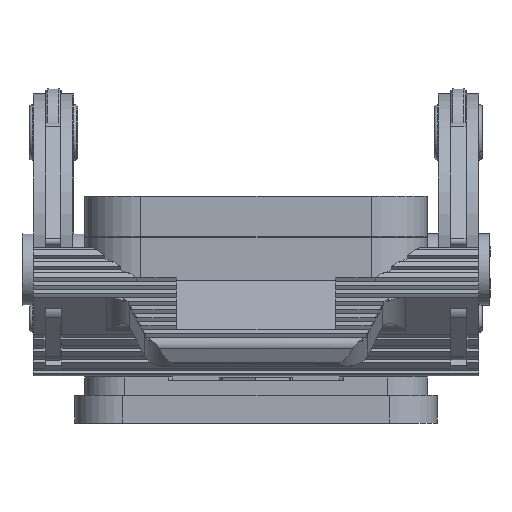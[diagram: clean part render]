
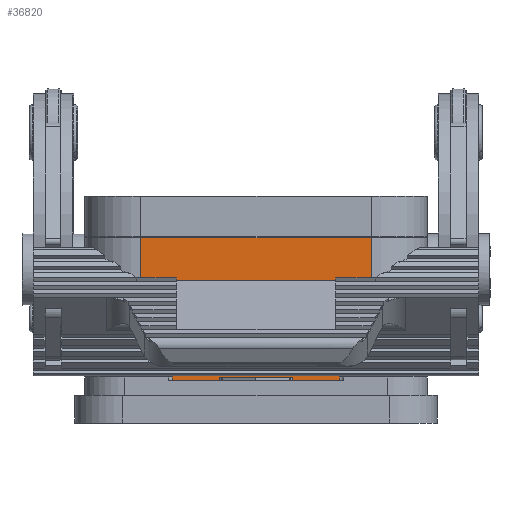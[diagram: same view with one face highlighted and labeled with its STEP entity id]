
A CAD part, left-side view. The second image highlights one B-rep face of the part: STEP entity #36820.
In plain terms, the highlighted face is planar.
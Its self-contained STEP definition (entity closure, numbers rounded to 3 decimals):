
#280=CARTESIAN_POINT('',(5.596,-15.096,10.3));
#290=VERTEX_POINT('',#280);
#320=CARTESIAN_POINT('',(0.,-15.096,10.3));
#330=DIRECTION('',(1.,0.,0.));
#340=VECTOR('',#330,1.);
#350=LINE('',#320,#340);
#360=CARTESIAN_POINT('',(9.596,-15.096,10.3));
#370=VERTEX_POINT('',#360);
#380=EDGE_CURVE('',#290,#370,#350,.T.);
#7910=CARTESIAN_POINT('',(9.596,-15.096,27.8));
#7920=VERTEX_POINT('',#7910);
#7970=CARTESIAN_POINT('',(9.596,-15.096,0.));
#7980=DIRECTION('',(0.,0.,-1.));
#7990=VECTOR('',#7980,1.);
#8000=LINE('',#7970,#7990);
#8010=EDGE_CURVE('',#7920,#370,#8000,.T.);
#8250=CARTESIAN_POINT('',(-19.404,-15.096,27.8));
#8260=VERTEX_POINT('',#8250);
#8290=CARTESIAN_POINT('',(-19.404,-15.096,0.));
#8300=DIRECTION('',(0.,0.,-1.));
#8310=VECTOR('',#8300,1.);
#8320=LINE('',#8290,#8310);
#8330=CARTESIAN_POINT('',(-19.404,-15.096,10.3));
#8340=VERTEX_POINT('',#8330);
#8350=EDGE_CURVE('',#8260,#8340,#8320,.T.);
#33760=CARTESIAN_POINT('',(-15.404,-15.096,10.3));
#33770=VERTEX_POINT('',#33760);
#33780=EDGE_CURVE('',#8340,#33770,#350,.T.);
#36020=CARTESIAN_POINT('',(-15.404,-15.096,9.8));
#36030=VERTEX_POINT('',#36020);
#36060=CARTESIAN_POINT('',(0.,-15.096,9.8));
#36070=DIRECTION('',(-1.,0.,0.));
#36080=VECTOR('',#36070,1.);
#36090=LINE('',#36060,#36080);
#36100=CARTESIAN_POINT('',(5.596,-15.096,9.8));
#36110=VERTEX_POINT('',#36100);
#36120=EDGE_CURVE('',#36110,#36030,#36090,.T.);
#36520=CARTESIAN_POINT('',(0.,-15.096,10.3));
#36530=DIRECTION('',(-0.,1.,0.));
#36540=DIRECTION('',(1.,0.,0.));
#36550=AXIS2_PLACEMENT_3D('',#36520,#36530,#36540);
#36560=PLANE('',#36550);
#36570=ORIENTED_EDGE('',*,*,#36120,.F.);
#36580=CARTESIAN_POINT('',(-15.404,-15.096,0.));
#36590=DIRECTION('',(0.,0.,-1.));
#36600=VECTOR('',#36590,1.);
#36610=LINE('',#36580,#36600);
#36620=EDGE_CURVE('',#33770,#36030,#36610,.T.);
#36630=ORIENTED_EDGE('',*,*,#36620,.T.);
#36640=ORIENTED_EDGE('',*,*,#33780,.T.);
#36650=ORIENTED_EDGE('',*,*,#8350,.T.);
#36660=CARTESIAN_POINT('',(0.,-15.096,27.8));
#36670=DIRECTION('',(1.,0.,0.));
#36680=VECTOR('',#36670,1.);
#36690=LINE('',#36660,#36680);
#36700=EDGE_CURVE('',#8260,#7920,#36690,.T.);
#36710=ORIENTED_EDGE('',*,*,#36700,.F.);
#36720=ORIENTED_EDGE('',*,*,#8010,.F.);
#36730=ORIENTED_EDGE('',*,*,#380,.T.);
#36740=CARTESIAN_POINT('',(5.596,-15.096,0.));
#36750=DIRECTION('',(0.,0.,-1.));
#36760=VECTOR('',#36750,1.);
#36770=LINE('',#36740,#36760);
#36780=EDGE_CURVE('',#290,#36110,#36770,.T.);
#36790=ORIENTED_EDGE('',*,*,#36780,.F.);
#36800=EDGE_LOOP('',(#36790,#36730,#36720,#36710,#36650,#36640,#36630,
#36570));
#36810=FACE_OUTER_BOUND('',#36800,.T.);
#36820=ADVANCED_FACE('F200',(#36810),#36560,.F.);
